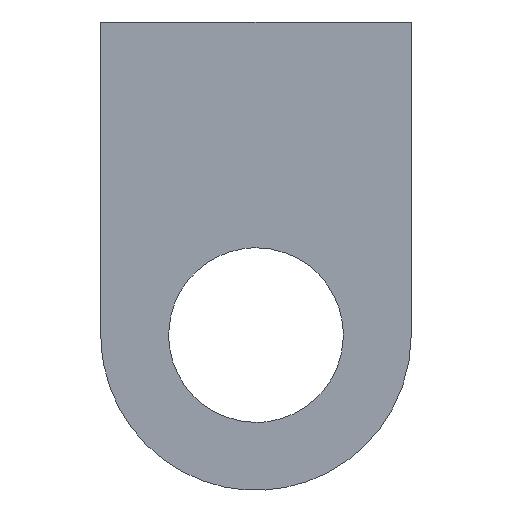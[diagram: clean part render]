
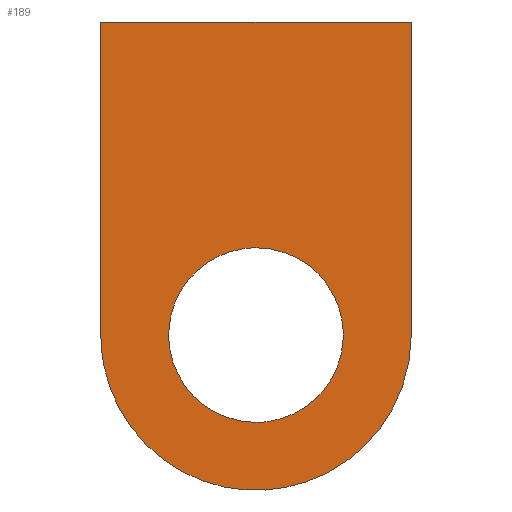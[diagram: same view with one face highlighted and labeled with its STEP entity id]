
A CAD part, front view. The second image highlights one B-rep face of the part: STEP entity #189.
In plain terms, the highlighted free-form (B-spline) face has degree [1, 1] with [2, 2] control points.
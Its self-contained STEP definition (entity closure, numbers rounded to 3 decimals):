
#22 = VERTEX_POINT('',#23);
#23 = CARTESIAN_POINT('',(0.,-18.743,-85.892));
#41 = VERTEX_POINT('',#42);
#42 = CARTESIAN_POINT('',(0.,-18.743,
    -152.303));
#47 = EDGE_CURVE('',#41,#22,#48,.T.);
#48 = ( BOUNDED_CURVE() B_SPLINE_CURVE(2,(#49,#50,#51,#52,#53),
.UNSPECIFIED.,.F.,.F.) B_SPLINE_CURVE_WITH_KNOTS((3,2,3),(3.142,
4.712,6.283),.PIECEWISE_BEZIER_KNOTS.) CURVE() 
GEOMETRIC_REPRESENTATION_ITEM() RATIONAL_B_SPLINE_CURVE((1.,
0.707,1.,0.707,1.)) REPRESENTATION_ITEM('') );
#49 = CARTESIAN_POINT('',(0.,-18.743,
    -152.303));
#50 = CARTESIAN_POINT('',(-33.206,-18.743,-152.303
    ));
#51 = CARTESIAN_POINT('',(-33.206,-18.743,-119.098)
  );
#52 = CARTESIAN_POINT('',(-33.206,-18.743,
    -85.892));
#53 = CARTESIAN_POINT('',(0.,-18.743,
    -85.892));
#79 = VERTEX_POINT('',#80);
#80 = CARTESIAN_POINT('',(-59.032,-18.743,-119.098)
  );
#85 = EDGE_CURVE('',#79,#86,#88,.T.);
#86 = VERTEX_POINT('',#87);
#87 = CARTESIAN_POINT('',(-59.032,-18.743,0.));
#88 = B_SPLINE_CURVE_WITH_KNOTS('',1,(#89,#90),.UNSPECIFIED.,.F.,.F.,(2,
    2),(0.,80.7),.PIECEWISE_BEZIER_KNOTS.);
#89 = CARTESIAN_POINT('',(-59.032,-18.743,-119.098)
  );
#90 = CARTESIAN_POINT('',(-59.032,-18.743,0.));
#116 = VERTEX_POINT('',#117);
#117 = CARTESIAN_POINT('',(59.032,-18.743,-119.098
    ));
#122 = EDGE_CURVE('',#116,#79,#123,.T.);
#123 = ( BOUNDED_CURVE() B_SPLINE_CURVE(2,(#124,#125,#126,#127,#128),
.UNSPECIFIED.,.F.,.F.) B_SPLINE_CURVE_WITH_KNOTS((3,2,3),(1.571
,3.142,4.712),.PIECEWISE_BEZIER_KNOTS.) CURVE() 
GEOMETRIC_REPRESENTATION_ITEM() RATIONAL_B_SPLINE_CURVE((1.,
0.707,1.,0.707,1.)) REPRESENTATION_ITEM('') );
#124 = CARTESIAN_POINT('',(59.032,-18.743,-119.098
    ));
#125 = CARTESIAN_POINT('',(59.032,-18.743,
    -178.13));
#126 = CARTESIAN_POINT('',(0.,-18.743,
    -178.13));
#127 = CARTESIAN_POINT('',(-59.032,-18.743,
    -178.13));
#128 = CARTESIAN_POINT('',(-59.032,-18.743,-119.098
    ));
#153 = VERTEX_POINT('',#154);
#154 = CARTESIAN_POINT('',(59.032,-18.743,0.));
#159 = EDGE_CURVE('',#153,#116,#160,.T.);
#160 = B_SPLINE_CURVE_WITH_KNOTS('',1,(#161,#162),.UNSPECIFIED.,.F.,.F.,
  (2,2),(0.,80.7),.PIECEWISE_BEZIER_KNOTS.);
#161 = CARTESIAN_POINT('',(59.032,-18.743,0.));
#162 = CARTESIAN_POINT('',(59.032,-18.743,-119.098
    ));
#179 = EDGE_CURVE('',#86,#153,#180,.T.);
#180 = B_SPLINE_CURVE_WITH_KNOTS('',1,(#181,#182),.UNSPECIFIED.,.F.,.F.,
  (2,2),(0.,80.),.PIECEWISE_BEZIER_KNOTS.);
#181 = CARTESIAN_POINT('',(-59.032,-18.743,0.));
#182 = CARTESIAN_POINT('',(59.032,-18.743,0.));
#189 = ADVANCED_FACE('',(#190,#201),#207,.F.);
#190 = FACE_BOUND('',#191,.T.);
#191 = EDGE_LOOP('',(#192,#200));
#192 = ORIENTED_EDGE('',*,*,#193,.T.);
#193 = EDGE_CURVE('',#22,#41,#194,.T.);
#194 = ( BOUNDED_CURVE() B_SPLINE_CURVE(2,(#195,#196,#197,#198,#199),
.UNSPECIFIED.,.F.,.F.) B_SPLINE_CURVE_WITH_KNOTS((3,2,3),(0.,
1.571,3.142),.PIECEWISE_BEZIER_KNOTS.) CURVE() 
GEOMETRIC_REPRESENTATION_ITEM() RATIONAL_B_SPLINE_CURVE((1.,
0.707,1.,0.707,1.)) REPRESENTATION_ITEM('') );
#195 = CARTESIAN_POINT('',(0.,-18.743,-85.892));
#196 = CARTESIAN_POINT('',(33.206,-18.743,
    -85.892));
#197 = CARTESIAN_POINT('',(33.206,-18.743,-119.098
    ));
#198 = CARTESIAN_POINT('',(33.206,-18.743,
    -152.303));
#199 = CARTESIAN_POINT('',(0.,-18.743,
    -152.303));
#200 = ORIENTED_EDGE('',*,*,#47,.T.);
#201 = FACE_BOUND('',#202,.T.);
#202 = EDGE_LOOP('',(#203,#204,#205,#206));
#203 = ORIENTED_EDGE('',*,*,#85,.F.);
#204 = ORIENTED_EDGE('',*,*,#122,.F.);
#205 = ORIENTED_EDGE('',*,*,#159,.F.);
#206 = ORIENTED_EDGE('',*,*,#179,.F.);
#207 = B_SPLINE_SURFACE_WITH_KNOTS('',1,1,(
    (#208,#209)
    ,(#210,#211
    )),.UNSPECIFIED.,.F.,.F.,.F.,(2,2),(2,2),(-40.,80.7),(-40.,40.),
  .PIECEWISE_BEZIER_KNOTS.);
#208 = CARTESIAN_POINT('',(-59.032,-18.743,
    -178.13));
#209 = CARTESIAN_POINT('',(59.032,-18.743,
    -178.13));
#210 = CARTESIAN_POINT('',(-59.032,-18.743,0.));
#211 = CARTESIAN_POINT('',(59.032,-18.743,0.));
